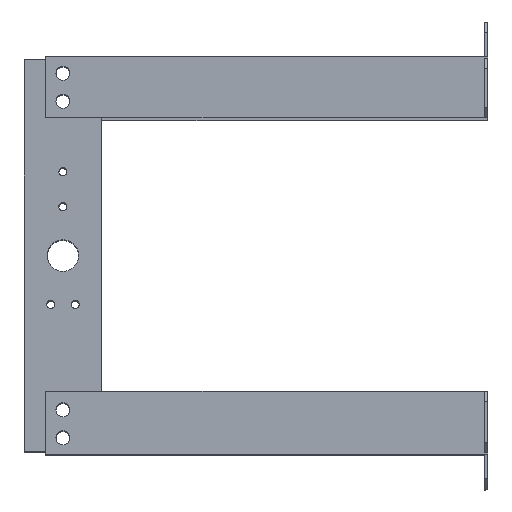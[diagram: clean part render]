
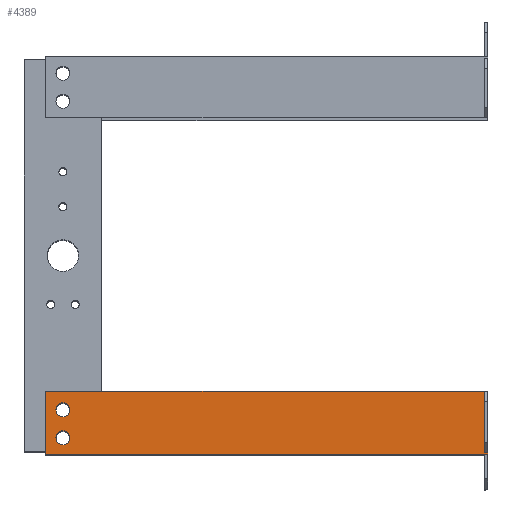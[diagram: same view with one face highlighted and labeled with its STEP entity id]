
A CAD part, top view. The second image highlights one B-rep face of the part: STEP entity #4389.
In plain terms, the highlighted planar face has unit normal (0, 0, 1).
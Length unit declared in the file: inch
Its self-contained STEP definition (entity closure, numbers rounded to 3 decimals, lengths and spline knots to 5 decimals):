
#228 = VERTEX_POINT ( 'NONE', #5569 ) ;
#378 = CARTESIAN_POINT ( 'NONE',  ( 2.44094, -8.46457, 0. ) ) ;
#524 = CARTESIAN_POINT ( 'NONE',  ( 0., 8.58268, 0. ) ) ;
#590 = VERTEX_POINT ( 'NONE', #9191 ) ;
#706 = CARTESIAN_POINT ( 'NONE',  ( 2.44094, 8.58268, 0. ) ) ;
#733 = CIRCLE ( 'NONE', #6290, 0.27122 ) ;
#852 = AXIS2_PLACEMENT_3D ( 'NONE', #7829, #5263, #11321 ) ;
#869 = DIRECTION ( 'NONE',  ( -1., 0., 0. ) ) ;
#1101 = VERTEX_POINT ( 'NONE', #9057 ) ;
#1188 = VERTEX_POINT ( 'NONE', #1679 ) ;
#1235 = CARTESIAN_POINT ( 'NONE',  ( 2.44094, -8.46457, 0. ) ) ;
#1343 = VECTOR ( 'NONE', #9346, 39.37008 ) ;
#1437 = DIRECTION ( 'NONE',  ( 0., 0., -1. ) ) ;
#1442 = CARTESIAN_POINT ( 'NONE',  ( 0.05, -8.46457, 0. ) ) ;
#1558 = ORIENTED_EDGE ( 'NONE', *, *, #8103, .T. ) ;
#1679 = CARTESIAN_POINT ( 'NONE',  ( 0., -8.58268, 0. ) ) ;
#1769 = FACE_BOUND ( 'NONE', #2134, .T. ) ;
#1872 = DIRECTION ( 'NONE',  ( -1., 0., 0. ) ) ;
#2025 = LINE ( 'NONE', #378, #1343 ) ;
#2085 = EDGE_CURVE ( 'NONE', #590, #4967, #7260, .T. ) ;
#2134 = EDGE_LOOP ( 'NONE', ( #8865, #6218 ) ) ;
#2724 = VERTEX_POINT ( 'NONE', #4856 ) ;
#2885 = DIRECTION ( 'NONE',  ( -1., 0., 0. ) ) ;
#3157 = ORIENTED_EDGE ( 'NONE', *, *, #2085, .F. ) ;
#3457 = DIRECTION ( 'NONE',  ( 0., 0., -1. ) ) ;
#3644 = CIRCLE ( 'NONE', #852, 0.27122 ) ;
#3658 = LINE ( 'NONE', #6057, #7997 ) ;
#3662 = CARTESIAN_POINT ( 'NONE',  ( 1.72353, 7.91339, 0. ) ) ;
#3851 = VECTOR ( 'NONE', #7106, 39.37008 ) ;
#4049 = VECTOR ( 'NONE', #10839, 39.37008 ) ;
#4350 = ORIENTED_EDGE ( 'NONE', *, *, #7587, .T. ) ;
#4389 = ADVANCED_FACE ( 'NONE', ( #8738, #1769, #4714 ), #4988, .F. ) ;
#4603 = EDGE_CURVE ( 'NONE', #2724, #1101, #6096, .T. ) ;
#4714 = FACE_OUTER_BOUND ( 'NONE', #8312, .T. ) ;
#4856 = CARTESIAN_POINT ( 'NONE',  ( 0.36745, 7.91339, 0. ) ) ;
#4967 = VERTEX_POINT ( 'NONE', #1235 ) ;
#4988 = PLANE ( 'NONE',  #9528 ) ;
#5085 = DIRECTION ( 'NONE',  ( 0., -1., 0. ) ) ;
#5218 = DIRECTION ( 'NONE',  ( 1., 0., 0. ) ) ;
#5258 = CARTESIAN_POINT ( 'NONE',  ( 1.45232, 7.91339, 0. ) ) ;
#5263 = DIRECTION ( 'NONE',  ( 0., 0., -1. ) ) ;
#5317 = AXIS2_PLACEMENT_3D ( 'NONE', #3662, #5501, #1872 ) ;
#5501 = DIRECTION ( 'NONE',  ( 0., 0., -1. ) ) ;
#5566 = EDGE_CURVE ( 'NONE', #5662, #4967, #2025, .T. ) ;
#5569 = CARTESIAN_POINT ( 'NONE',  ( 0.05, -8.58268, 0. ) ) ;
#5662 = VERTEX_POINT ( 'NONE', #7565 ) ;
#5697 = EDGE_CURVE ( 'NONE', #5662, #228, #6230, .T. ) ;
#6057 = CARTESIAN_POINT ( 'NONE',  ( 0., 8.58268, 0. ) ) ;
#6096 = CIRCLE ( 'NONE', #9748, 0.27122 ) ;
#6218 = ORIENTED_EDGE ( 'NONE', *, *, #7505, .T. ) ;
#6230 = LINE ( 'NONE', #1442, #3851 ) ;
#6290 = AXIS2_PLACEMENT_3D ( 'NONE', #8182, #9162, #2885 ) ;
#6499 = ORIENTED_EDGE ( 'NONE', *, *, #4603, .T. ) ;
#6846 = DIRECTION ( 'NONE',  ( 0., -1., 0. ) ) ;
#6966 = EDGE_CURVE ( 'NONE', #8401, #1188, #3658, .T. ) ;
#7106 = DIRECTION ( 'NONE',  ( 0., -1., 0. ) ) ;
#7185 = EDGE_CURVE ( 'NONE', #9151, #8537, #7298, .T. ) ;
#7260 = LINE ( 'NONE', #706, #7536 ) ;
#7298 = CIRCLE ( 'NONE', #5317, 0.27122 ) ;
#7505 = EDGE_CURVE ( 'NONE', #8537, #9151, #3644, .T. ) ;
#7536 = VECTOR ( 'NONE', #6846, 39.37008 ) ;
#7565 = CARTESIAN_POINT ( 'NONE',  ( 0.05, -8.46457, 0. ) ) ;
#7587 = EDGE_CURVE ( 'NONE', #1188, #228, #8939, .T. ) ;
#7713 = DIRECTION ( 'NONE',  ( -1., 0., 0. ) ) ;
#7829 = CARTESIAN_POINT ( 'NONE',  ( 1.72353, 7.91339, 0. ) ) ;
#7974 = VECTOR ( 'NONE', #5218, 39.37008 ) ;
#7997 = VECTOR ( 'NONE', #5085, 39.37008 ) ;
#8051 = ORIENTED_EDGE ( 'NONE', *, *, #5566, .T. ) ;
#8103 = EDGE_CURVE ( 'NONE', #1101, #2724, #733, .T. ) ;
#8182 = CARTESIAN_POINT ( 'NONE',  ( 0.63867, 7.91339, 0. ) ) ;
#8312 = EDGE_LOOP ( 'NONE', ( #9534, #8051, #3157, #10897, #9865, #4350 ) ) ;
#8401 = VERTEX_POINT ( 'NONE', #524 ) ;
#8537 = VERTEX_POINT ( 'NONE', #5258 ) ;
#8658 = CARTESIAN_POINT ( 'NONE',  ( 1.99475, 7.91339, 0. ) ) ;
#8698 = EDGE_CURVE ( 'NONE', #8401, #590, #9879, .T. ) ;
#8738 = FACE_BOUND ( 'NONE', #11084, .T. ) ;
#8865 = ORIENTED_EDGE ( 'NONE', *, *, #7185, .T. ) ;
#8939 = LINE ( 'NONE', #10539, #7974 ) ;
#9057 = CARTESIAN_POINT ( 'NONE',  ( 0.90989, 7.91339, 0. ) ) ;
#9151 = VERTEX_POINT ( 'NONE', #8658 ) ;
#9162 = DIRECTION ( 'NONE',  ( 0., 0., -1. ) ) ;
#9191 = CARTESIAN_POINT ( 'NONE',  ( 2.44094, 8.58268, 0. ) ) ;
#9346 = DIRECTION ( 'NONE',  ( 1., 0., 0. ) ) ;
#9528 = AXIS2_PLACEMENT_3D ( 'NONE', #10326, #1437, #7713 ) ;
#9534 = ORIENTED_EDGE ( 'NONE', *, *, #5697, .F. ) ;
#9748 = AXIS2_PLACEMENT_3D ( 'NONE', #11433, #3457, #869 ) ;
#9865 = ORIENTED_EDGE ( 'NONE', *, *, #6966, .T. ) ;
#9879 = LINE ( 'NONE', #10915, #4049 ) ;
#10326 = CARTESIAN_POINT ( 'NONE',  ( 0., 8.58268, 0. ) ) ;
#10539 = CARTESIAN_POINT ( 'NONE',  ( 0., -8.58268, 0. ) ) ;
#10839 = DIRECTION ( 'NONE',  ( 1., 0., 0. ) ) ;
#10897 = ORIENTED_EDGE ( 'NONE', *, *, #8698, .F. ) ;
#10915 = CARTESIAN_POINT ( 'NONE',  ( 0., 8.58268, 0. ) ) ;
#11084 = EDGE_LOOP ( 'NONE', ( #1558, #6499 ) ) ;
#11321 = DIRECTION ( 'NONE',  ( -1., 0., 0. ) ) ;
#11433 = CARTESIAN_POINT ( 'NONE',  ( 0.63867, 7.91339, 0. ) ) ;
